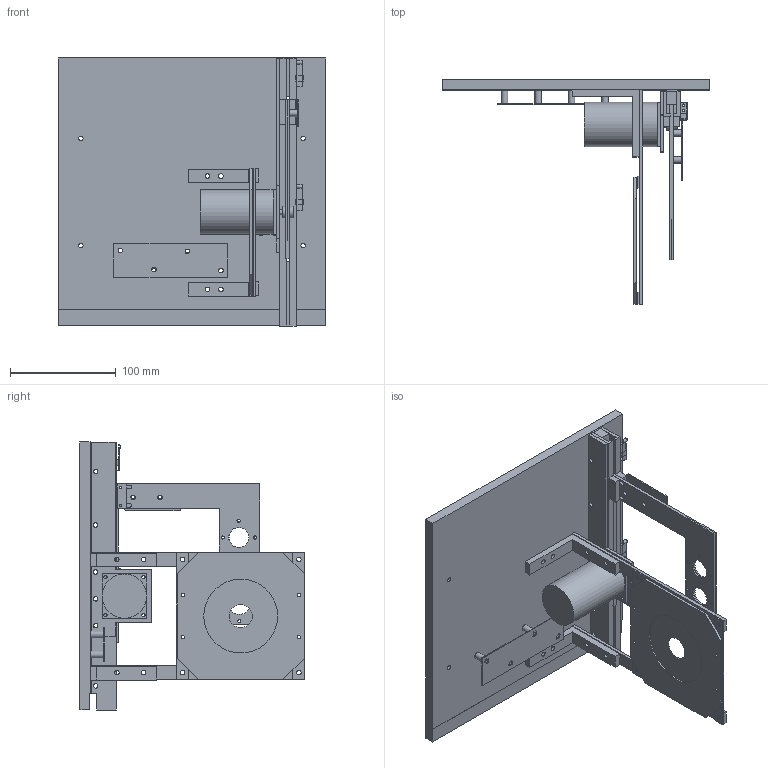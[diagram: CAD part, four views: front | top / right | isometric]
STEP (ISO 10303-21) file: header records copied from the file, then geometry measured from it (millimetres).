
FILE_DESCRIPTION( ( 'Unknown' ), '1' );
FILE_NAME( 'DetectorAssembly.stp', 'Unknown', ( 'Unknown' ), ( 'Unknown' ), 'PSStep 16.0.42', 'Unknown', ' ' );
FILE_SCHEMA( ( 'AUTOMOTIVE_DESIGN { 1 0 10303 214 1 1 1 1 }' ) );
Length unit declared in the file: millimetre
Products named in the file (31): Target Assembly; BottomPlateTargetWithSlots; TopPlateTarget; ShortRail1; LongRail1; ToothedRail; SwitchAssembly; Switcharm; Switch; switcharmsupport; Motor Assembly; MotorBody; MotorBodyFlange; Assem1; Plate; DetectorLegs; DetectorLegSupports; DetectorSupports; Detector; RailGuideSpacer; RailGuideBottom; RailGuide1; RailGuide2; ThreadedStabilizer; UnthreadedStabilizer; StrikerPlate; Spacer; DetectorSpacer; MotorMount1; Standoff; WireGuard
Assembly tree (41 placements, depth 3):
  Assem1
    Plate
    DetectorLegs  x2
    DetectorLegSupports  x2
    DetectorSupports  x2
    Detector
    RailGuideSpacer
    RailGuideBottom
    RailGuide1
    RailGuide2
    ThreadedStabilizer
    UnthreadedStabilizer
    StrikerPlate
    Spacer  x2
    DetectorSpacer  x4
    MotorMount1
    Standoff  x4
    WireGuard
    Target Assembly
      BottomPlateTargetWithSlots
      TopPlateTarget
      ShortRail1
      LongRail1
      ToothedRail
    SwitchAssembly  x2
      Switcharm
      Switch
      switcharmsupport
    Motor Assembly
      MotorBody
      MotorBodyFlange
Bounding box: 254 x 212.39 x 254 mm (x, y, z)
Volume: 902772.8 mm3; surface area: 327197.7 mm2
Topology: 40 solids, 40 shells, 501 faces, 1393 edges, 964 vertices
Faces by surface type: plane 261, cylinder 210, cone 30
Full cylindrical faces by diameter (mm): 2.156 x2, 2.5 x28, 2.946 x37, 3.175 x12, 3.2 x12, 3.378 x2, 4.166 x27, 4.293 x4, 4.305 x46, 4.318 x8, 5 x1, 6.35 x4, 6.413 x6, 11 x1, 19.05 x6, 22 x3, 22.225 x1, 42 x1, 70 x1
Entity records: 16082 total; most frequent: CARTESIAN_POINT 2338, DIRECTION 2084, ORIENTED_EDGE 1638, EDGE_LOOP 931, AXIS2_PLACEMENT_3D 824, EDGE_CURVE 819, VERTEX_POINT 666, FACE_OUTER_BOUND 571
